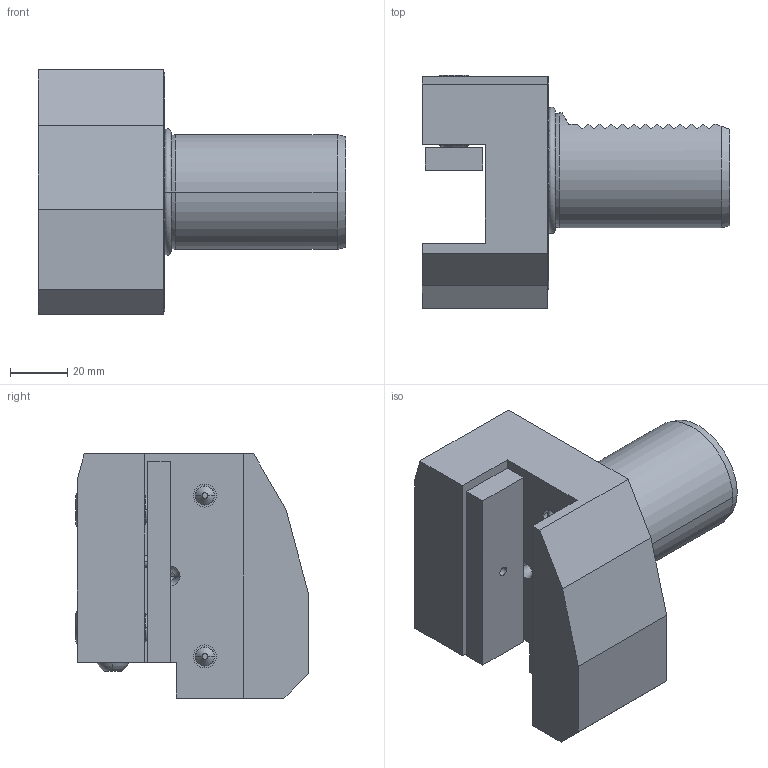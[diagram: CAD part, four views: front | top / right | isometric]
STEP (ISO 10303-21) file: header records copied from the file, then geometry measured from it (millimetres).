
FILE_DESCRIPTION((''),'2;1');
FILE_NAME('213115250_ASM','2015-03-31T',('czauner'),(''),'PRO/ENGINEER BY PARAMETRIC TECHNOLOGY CORPORATION, 2011040','PRO/ENGINEER BY PARAMETRIC TECHNOLOGY CORPORATION, 2011040','');
FILE_SCHEMA(('AUTOMOTIVE_DESIGN { 1 2 10303 214 0 1 1 1 }'));
Length unit declared in the file: millimetre
Products named in the file (13): 213116250; 218008000; D54017_144; 218465220; 218462220; D7603A8X11_5CU; 218466220_AF0; D914M8X16; D913M12X25; D912M4X25; D-073_AF0; OR_37_77X2_62_AF0; 213115250_ASM
Assembly tree (14 placements, depth 2):
  213115250_ASM
    213116250
    218008000
    D54017_144
    218465220
    218462220
    D7603A8X11_5CU
    218466220_AF0
    D914M8X16  x2
    D913M12X25  x2
    D912M4X25
    D-073_AF0
    OR_37_77X2_62_AF0
Bounding box: 107 x 81 x 85 mm (x, y, z)
Volume: 282074.4 mm3; surface area: 58214.3 mm2
Topology: 14 solids, 25 shells, 367 faces, 840 edges, 500 vertices
Faces by surface type: plane 147, cylinder 98, cone 86, torus 16, bspline 12, sphere 4, revolution 4
Entity records: 21305 total; most frequent: CARTESIAN_POINT 11248, DIRECTION 1488, ORIENTED_EDGE 1400, PRESENTATION_STYLE_ASSIGNMENT 716, STYLED_ITEM 716, EDGE_CURVE 716, CURVE_STYLE 696, AXIS2_PLACEMENT_3D 584
